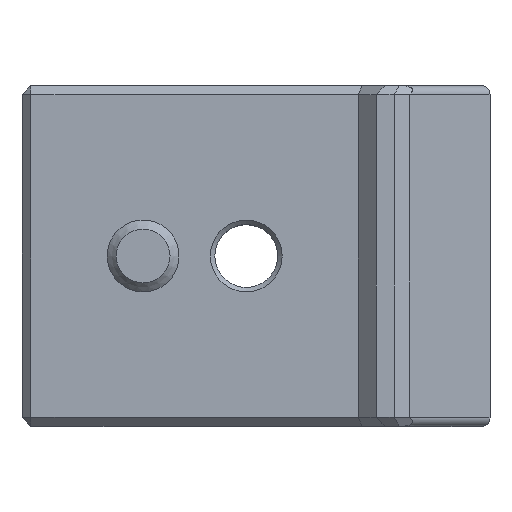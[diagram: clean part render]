
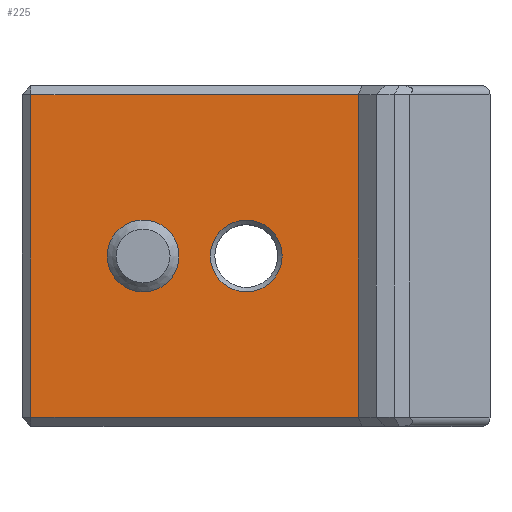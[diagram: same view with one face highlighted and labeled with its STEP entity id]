
A CAD part, top view. The second image highlights one B-rep face of the part: STEP entity #225.
In plain terms, the highlighted planar face has unit normal (0, 0, 1).
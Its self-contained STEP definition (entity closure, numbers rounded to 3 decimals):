
#155=CARTESIAN_POINT('',(0.,0.,10.));
#156=DIRECTION('',(0.,0.,1.));
#157=DIRECTION('',(1.,0.,0.));
#158=AXIS2_PLACEMENT_3D('',#155,#156,#157);
#159=PLANE('',#158);
#160=CARTESIAN_POINT('',(-2.,-0.,10.));
#161=VERTEX_POINT('',#160);
#162=CARTESIAN_POINT('',(-10.,-0.,10.));
#163=VERTEX_POINT('',#162);
#164=CARTESIAN_POINT('',(-6.,-0.,10.));
#165=DIRECTION('',(-0.,-0.,-1.));
#166=DIRECTION('',(1.,0.,-0.));
#167=AXIS2_PLACEMENT_3D('',#164,#165,#166);
#168=CIRCLE('',#167,4.);
#169=EDGE_CURVE('',#161,#163,#168,.T.);
#170=ORIENTED_EDGE('',*,*,#169,.T.);
#171=CARTESIAN_POINT('',(-6.,-0.,10.));
#172=DIRECTION('',(-0.,-0.,-1.));
#173=DIRECTION('',(1.,0.,-0.));
#174=AXIS2_PLACEMENT_3D('',#171,#172,#173);
#175=CIRCLE('',#174,4.);
#176=EDGE_CURVE('',#163,#161,#175,.T.);
#177=ORIENTED_EDGE('',*,*,#176,.T.);
#178=EDGE_LOOP('',(#170,#177));
#179=FACE_BOUND('',#178,.T.);
#180=CARTESIAN_POINT('',(9.5,-0.,10.));
#181=VERTEX_POINT('',#180);
#182=CARTESIAN_POINT('',(5.5,0.,10.));
#183=DIRECTION('',(-0.,-0.,-1.));
#184=DIRECTION('',(1.,0.,-0.));
#185=AXIS2_PLACEMENT_3D('',#182,#183,#184);
#186=CIRCLE('',#185,4.);
#187=EDGE_CURVE('',#181,#181,#186,.T.);
#188=ORIENTED_EDGE('',*,*,#187,.T.);
#189=EDGE_LOOP('',(#188));
#190=FACE_BOUND('',#189,.T.);
#191=CARTESIAN_POINT('',(18.,-18.,10.));
#192=VERTEX_POINT('',#191);
#193=CARTESIAN_POINT('',(18.,18.,10.));
#194=VERTEX_POINT('',#193);
#195=CARTESIAN_POINT('',(18.,-18.,10.));
#196=DIRECTION('',(0.,1.,0.));
#197=VECTOR('',#196,36.);
#198=LINE('',#195,#197);
#199=EDGE_CURVE('',#192,#194,#198,.T.);
#200=ORIENTED_EDGE('',*,*,#199,.T.);
#201=CARTESIAN_POINT('',(-18.5,18.,10.));
#202=VERTEX_POINT('',#201);
#203=CARTESIAN_POINT('',(18.,18.,10.));
#204=DIRECTION('',(-1.,-0.,0.));
#205=VECTOR('',#204,36.5);
#206=LINE('',#203,#205);
#207=EDGE_CURVE('',#194,#202,#206,.T.);
#208=ORIENTED_EDGE('',*,*,#207,.T.);
#209=CARTESIAN_POINT('',(-18.5,-18.,10.));
#210=VERTEX_POINT('',#209);
#211=CARTESIAN_POINT('',(-18.5,18.,10.));
#212=DIRECTION('',(0.,-1.,0.));
#213=VECTOR('',#212,36.);
#214=LINE('',#211,#213);
#215=EDGE_CURVE('',#202,#210,#214,.T.);
#216=ORIENTED_EDGE('',*,*,#215,.T.);
#217=CARTESIAN_POINT('',(-18.5,-18.,10.));
#218=DIRECTION('',(1.,0.,0.));
#219=VECTOR('',#218,36.5);
#220=LINE('',#217,#219);
#221=EDGE_CURVE('',#210,#192,#220,.T.);
#222=ORIENTED_EDGE('',*,*,#221,.T.);
#223=EDGE_LOOP('',(#200,#208,#216,#222));
#224=FACE_BOUND('',#223,.T.);
#225=ADVANCED_FACE('',(#179,#190,#224),#159,.T.);
